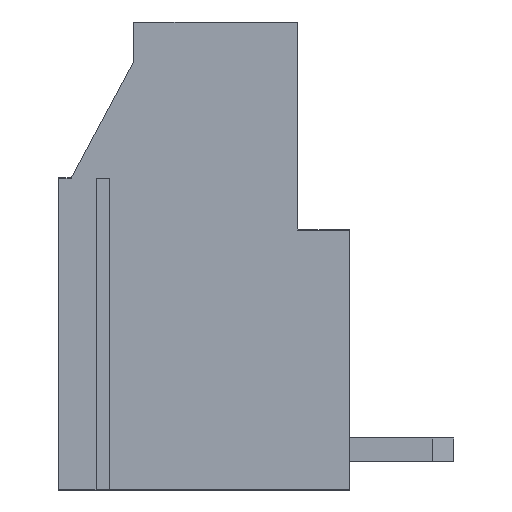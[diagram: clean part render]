
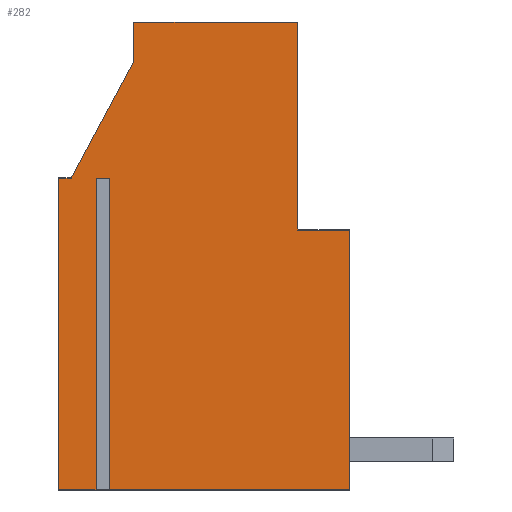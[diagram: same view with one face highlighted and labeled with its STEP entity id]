
A CAD part, front view. The second image highlights one B-rep face of the part: STEP entity #282.
In plain terms, the highlighted planar face has unit normal (0, -1, 0).
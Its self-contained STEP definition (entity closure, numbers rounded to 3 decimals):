
#282 = ADVANCED_FACE( '', ( #615 ), #616, .F. );
#615 = FACE_OUTER_BOUND( '', #1016, .T. );
#616 = PLANE( '', #1017 );
#1016 = EDGE_LOOP( '', ( #1608, #1609, #1610, #1611, #1612, #1613, #1614, #1615, #1616, #1617, #1618, #1619, #1620 ) );
#1017 = AXIS2_PLACEMENT_3D( '', #1621, #1622, #1623 );
#1608 = ORIENTED_EDGE( '', *, *, #2738, .F. );
#1609 = ORIENTED_EDGE( '', *, *, #2688, .T. );
#1610 = ORIENTED_EDGE( '', *, *, #2739, .F. );
#1611 = ORIENTED_EDGE( '', *, *, #2740, .F. );
#1612 = ORIENTED_EDGE( '', *, *, #2597, .F. );
#1613 = ORIENTED_EDGE( '', *, *, #2741, .T. );
#1614 = ORIENTED_EDGE( '', *, *, #2653, .T. );
#1615 = ORIENTED_EDGE( '', *, *, #2594, .T. );
#1616 = ORIENTED_EDGE( '', *, *, #2742, .F. );
#1617 = ORIENTED_EDGE( '', *, *, #2743, .T. );
#1618 = ORIENTED_EDGE( '', *, *, #2648, .T. );
#1619 = ORIENTED_EDGE( '', *, *, #2744, .T. );
#1620 = ORIENTED_EDGE( '', *, *, #2745, .F. );
#1621 = CARTESIAN_POINT( '', ( 12.134, -2.5, 19.8 ) );
#1622 = DIRECTION( '', ( 0., 1., 0. ) );
#1623 = DIRECTION( '', ( 1., 0., 0. ) );
#2594 = EDGE_CURVE( '', #3126, #3124, #3127, .T. );
#2597 = EDGE_CURVE( '', #3130, #3131, #3132, .T. );
#2648 = EDGE_CURVE( '', #3218, #3216, #3219, .T. );
#2653 = EDGE_CURVE( '', #3227, #3126, #3228, .T. );
#2688 = EDGE_CURVE( '', #3288, #3289, #3290, .T. );
#2738 = EDGE_CURVE( '', #3288, #3372, #3373, .T. );
#2739 = EDGE_CURVE( '', #3374, #3289, #3375, .T. );
#2740 = EDGE_CURVE( '', #3131, #3374, #3376, .T. );
#2741 = EDGE_CURVE( '', #3130, #3227, #3377, .T. );
#2742 = EDGE_CURVE( '', #3378, #3124, #3379, .T. );
#2743 = EDGE_CURVE( '', #3378, #3218, #3380, .T. );
#2744 = EDGE_CURVE( '', #3216, #3381, #3382, .T. );
#2745 = EDGE_CURVE( '', #3372, #3381, #3383, .T. );
#3124 = VERTEX_POINT( '', #3890 );
#3126 = VERTEX_POINT( '', #3893 );
#3127 = LINE( '', #3894, #3895 );
#3130 = VERTEX_POINT( '', #3899 );
#3131 = VERTEX_POINT( '', #3900 );
#3132 = LINE( '', #3901, #3902 );
#3216 = VERTEX_POINT( '', #4019 );
#3218 = VERTEX_POINT( '', #4022 );
#3219 = LINE( '', #4023, #4024 );
#3227 = VERTEX_POINT( '', #4034 );
#3228 = LINE( '', #4035, #4036 );
#3288 = VERTEX_POINT( '', #4124 );
#3289 = VERTEX_POINT( '', #4125 );
#3290 = LINE( '', #4126, #4127 );
#3372 = VERTEX_POINT( '', #4247 );
#3373 = LINE( '', #4248, #4249 );
#3374 = VERTEX_POINT( '', #4250 );
#3375 = LINE( '', #4251, #4252 );
#3376 = LINE( '', #4253, #4254 );
#3377 = LINE( '', #4255, #4256 );
#3378 = VERTEX_POINT( '', #4257 );
#3379 = LINE( '', #4258, #4259 );
#3380 = LINE( '', #4260, #4261 );
#3381 = VERTEX_POINT( '', #4262 );
#3382 = LINE( '', #4263, #4264 );
#3383 = LINE( '', #4265, #4266 );
#3890 = CARTESIAN_POINT( '', ( 1.446, -2.5, 12. ) );
#3893 = CARTESIAN_POINT( '', ( 1.446, -2.5, 0. ) );
#3894 = CARTESIAN_POINT( '', ( 1.446, -2.5, -1. ) );
#3895 = VECTOR( '', #4905, 1000. );
#3899 = CARTESIAN_POINT( '', ( 0., -2.5, 12. ) );
#3900 = CARTESIAN_POINT( '', ( 0.5, -2.5, 12. ) );
#3901 = CARTESIAN_POINT( '', ( 5.35, -2.5, 12. ) );
#3902 = VECTOR( '', #4907, 1000. );
#4019 = CARTESIAN_POINT( '', ( 11.2, -2.5, 0. ) );
#4022 = CARTESIAN_POINT( '', ( 1.954, -2.5, 0. ) );
#4023 = CARTESIAN_POINT( '', ( 5.35, -2.5, 0. ) );
#4024 = VECTOR( '', #4960, 1000. );
#4034 = CARTESIAN_POINT( '', ( 0., -2.5, 0. ) );
#4035 = CARTESIAN_POINT( '', ( 5.35, -2.5, 0. ) );
#4036 = VECTOR( '', #4969, 1000. );
#4124 = CARTESIAN_POINT( '', ( 9.2, -2.5, 18. ) );
#4125 = CARTESIAN_POINT( '', ( 2.9, -2.5, 18. ) );
#4126 = CARTESIAN_POINT( '', ( 5.35, -2.5, 18. ) );
#4127 = VECTOR( '', #4998, 1000. );
#4247 = CARTESIAN_POINT( '', ( 9.2, -2.5, 10. ) );
#4248 = CARTESIAN_POINT( '', ( 9.2, -2.5, 18. ) );
#4249 = VECTOR( '', #5040, 1000. );
#4250 = CARTESIAN_POINT( '', ( 2.9, -2.5, 16.5 ) );
#4251 = CARTESIAN_POINT( '', ( 2.9, -2.5, -1. ) );
#4252 = VECTOR( '', #5041, 1000. );
#4253 = CARTESIAN_POINT( '', ( -6.433, -2.5, -1. ) );
#4254 = VECTOR( '', #5042, 1000. );
#4255 = CARTESIAN_POINT( '', ( 0., -2.5, -1. ) );
#4256 = VECTOR( '', #5043, 1000. );
#4257 = CARTESIAN_POINT( '', ( 1.954, -2.5, 12. ) );
#4258 = CARTESIAN_POINT( '', ( 5.35, -2.5, 12. ) );
#4259 = VECTOR( '', #5044, 1000. );
#4260 = CARTESIAN_POINT( '', ( 1.954, -2.5, -1. ) );
#4261 = VECTOR( '', #5045, 1000. );
#4262 = CARTESIAN_POINT( '', ( 11.2, -2.5, 10. ) );
#4263 = CARTESIAN_POINT( '', ( 11.2, -2.5, -1. ) );
#4264 = VECTOR( '', #5046, 1000. );
#4265 = CARTESIAN_POINT( '', ( 9.038, -2.5, 10. ) );
#4266 = VECTOR( '', #5047, 1000. );
#4905 = DIRECTION( '', ( 0., 0., 1. ) );
#4907 = DIRECTION( '', ( 1., 0., 0. ) );
#4960 = DIRECTION( '', ( 1., 0., 0. ) );
#4969 = DIRECTION( '', ( 1., 0., 0. ) );
#4998 = DIRECTION( '', ( -1., 0., 0. ) );
#5040 = DIRECTION( '', ( 0., 0., -1. ) );
#5041 = DIRECTION( '', ( 0., 0., 1. ) );
#5042 = DIRECTION( '', ( 0.471, 0., 0.882 ) );
#5043 = DIRECTION( '', ( 0., 0., -1. ) );
#5044 = DIRECTION( '', ( -1., 0., 0. ) );
#5045 = DIRECTION( '', ( 0., 0., -1. ) );
#5046 = DIRECTION( '', ( 0., 0., 1. ) );
#5047 = DIRECTION( '', ( 1., 0., 0. ) );
